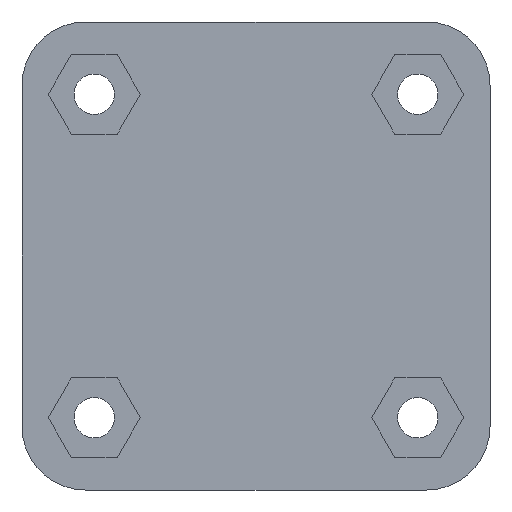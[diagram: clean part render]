
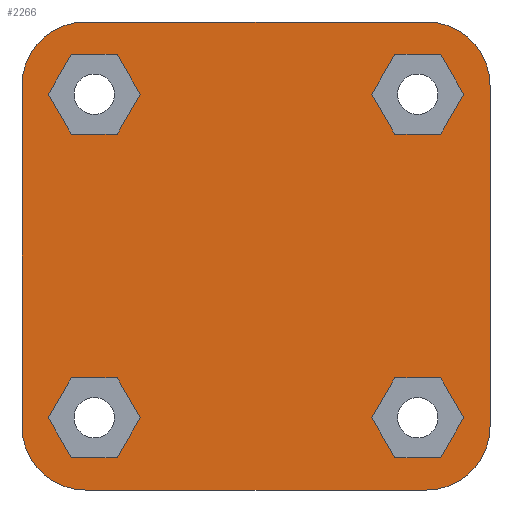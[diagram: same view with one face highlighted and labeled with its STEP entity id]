
A CAD part, front view. The second image highlights one B-rep face of the part: STEP entity #2266.
In plain terms, the highlighted planar face has unit normal (0, -1, 0).
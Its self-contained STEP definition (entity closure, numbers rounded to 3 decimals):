
#43=FACE_BOUND('',#309,.T.);
#44=FACE_BOUND('',#310,.T.);
#45=FACE_BOUND('',#311,.T.);
#46=FACE_BOUND('',#312,.T.);
#94=PLANE('',#2431);
#178=FACE_OUTER_BOUND('',#308,.T.);
#308=EDGE_LOOP('',(#1731,#1732,#1733,#1734,#1735,#1736,#1737,#1738));
#309=EDGE_LOOP('',(#1739,#1740,#1741,#1742,#1743,#1744));
#310=EDGE_LOOP('',(#1745,#1746,#1747,#1748,#1749,#1750));
#311=EDGE_LOOP('',(#1751,#1752,#1753,#1754,#1755,#1756));
#312=EDGE_LOOP('',(#1757,#1758,#1759,#1760,#1761,#1762));
#425=LINE('',#3294,#671);
#455=LINE('',#3369,#701);
#458=LINE('',#3375,#704);
#461=LINE('',#3381,#707);
#464=LINE('',#3387,#710);
#467=LINE('',#3393,#713);
#470=LINE('',#3397,#716);
#473=LINE('',#3405,#719);
#476=LINE('',#3411,#722);
#479=LINE('',#3417,#725);
#482=LINE('',#3423,#728);
#485=LINE('',#3429,#731);
#488=LINE('',#3433,#734);
#491=LINE('',#3441,#737);
#494=LINE('',#3447,#740);
#497=LINE('',#3453,#743);
#500=LINE('',#3459,#746);
#503=LINE('',#3465,#749);
#506=LINE('',#3469,#752);
#509=LINE('',#3477,#755);
#512=LINE('',#3483,#758);
#515=LINE('',#3489,#761);
#518=LINE('',#3495,#764);
#521=LINE('',#3501,#767);
#524=LINE('',#3505,#770);
#525=LINE('',#3524,#771);
#526=LINE('',#3528,#772);
#527=LINE('',#3531,#773);
#671=VECTOR('',#2623,10.);
#701=VECTOR('',#2675,10.);
#704=VECTOR('',#2680,10.);
#707=VECTOR('',#2685,10.);
#710=VECTOR('',#2690,10.);
#713=VECTOR('',#2695,10.);
#716=VECTOR('',#2700,10.);
#719=VECTOR('',#2705,10.);
#722=VECTOR('',#2710,10.);
#725=VECTOR('',#2715,10.);
#728=VECTOR('',#2720,10.);
#731=VECTOR('',#2725,10.);
#734=VECTOR('',#2730,10.);
#737=VECTOR('',#2735,10.);
#740=VECTOR('',#2740,10.);
#743=VECTOR('',#2745,10.);
#746=VECTOR('',#2750,10.);
#749=VECTOR('',#2755,10.);
#752=VECTOR('',#2760,10.);
#755=VECTOR('',#2765,10.);
#758=VECTOR('',#2770,10.);
#761=VECTOR('',#2775,10.);
#764=VECTOR('',#2780,10.);
#767=VECTOR('',#2785,10.);
#770=VECTOR('',#2790,10.);
#771=VECTOR('',#2813,10.);
#772=VECTOR('',#2816,10.);
#773=VECTOR('',#2819,10.);
#921=CIRCLE('',#2432,4.);
#922=CIRCLE('',#2433,4.);
#923=CIRCLE('',#2434,4.);
#924=CIRCLE('',#2435,4.);
#1001=VERTEX_POINT('',#3291);
#1002=VERTEX_POINT('',#3293);
#1035=VERTEX_POINT('',#3366);
#1036=VERTEX_POINT('',#3368);
#1038=VERTEX_POINT('',#3374);
#1040=VERTEX_POINT('',#3380);
#1042=VERTEX_POINT('',#3386);
#1044=VERTEX_POINT('',#3392);
#1047=VERTEX_POINT('',#3402);
#1048=VERTEX_POINT('',#3404);
#1050=VERTEX_POINT('',#3410);
#1052=VERTEX_POINT('',#3416);
#1054=VERTEX_POINT('',#3422);
#1056=VERTEX_POINT('',#3428);
#1059=VERTEX_POINT('',#3438);
#1060=VERTEX_POINT('',#3440);
#1062=VERTEX_POINT('',#3446);
#1064=VERTEX_POINT('',#3452);
#1066=VERTEX_POINT('',#3458);
#1068=VERTEX_POINT('',#3464);
#1071=VERTEX_POINT('',#3474);
#1072=VERTEX_POINT('',#3476);
#1074=VERTEX_POINT('',#3482);
#1076=VERTEX_POINT('',#3488);
#1078=VERTEX_POINT('',#3494);
#1080=VERTEX_POINT('',#3500);
#1085=VERTEX_POINT('',#3519);
#1086=VERTEX_POINT('',#3521);
#1087=VERTEX_POINT('',#3523);
#1088=VERTEX_POINT('',#3525);
#1089=VERTEX_POINT('',#3527);
#1090=VERTEX_POINT('',#3529);
#1225=EDGE_CURVE('',#1001,#1002,#425,.T.);
#1263=EDGE_CURVE('',#1036,#1035,#455,.T.);
#1266=EDGE_CURVE('',#1038,#1036,#458,.T.);
#1269=EDGE_CURVE('',#1040,#1038,#461,.T.);
#1272=EDGE_CURVE('',#1042,#1040,#464,.T.);
#1275=EDGE_CURVE('',#1044,#1042,#467,.T.);
#1278=EDGE_CURVE('',#1035,#1044,#470,.T.);
#1281=EDGE_CURVE('',#1048,#1047,#473,.T.);
#1284=EDGE_CURVE('',#1050,#1048,#476,.T.);
#1287=EDGE_CURVE('',#1052,#1050,#479,.T.);
#1290=EDGE_CURVE('',#1054,#1052,#482,.T.);
#1293=EDGE_CURVE('',#1056,#1054,#485,.T.);
#1296=EDGE_CURVE('',#1047,#1056,#488,.T.);
#1299=EDGE_CURVE('',#1060,#1059,#491,.T.);
#1302=EDGE_CURVE('',#1062,#1060,#494,.T.);
#1305=EDGE_CURVE('',#1064,#1062,#497,.T.);
#1308=EDGE_CURVE('',#1066,#1064,#500,.T.);
#1311=EDGE_CURVE('',#1068,#1066,#503,.T.);
#1314=EDGE_CURVE('',#1059,#1068,#506,.T.);
#1317=EDGE_CURVE('',#1072,#1071,#509,.T.);
#1320=EDGE_CURVE('',#1074,#1072,#512,.T.);
#1323=EDGE_CURVE('',#1076,#1074,#515,.T.);
#1326=EDGE_CURVE('',#1078,#1076,#518,.T.);
#1329=EDGE_CURVE('',#1080,#1078,#521,.T.);
#1332=EDGE_CURVE('',#1071,#1080,#524,.T.);
#1337=EDGE_CURVE('',#1002,#1085,#921,.T.);
#1338=EDGE_CURVE('',#1086,#1001,#922,.T.);
#1339=EDGE_CURVE('',#1087,#1086,#525,.T.);
#1340=EDGE_CURVE('',#1088,#1087,#923,.T.);
#1341=EDGE_CURVE('',#1089,#1088,#526,.T.);
#1342=EDGE_CURVE('',#1090,#1089,#924,.T.);
#1343=EDGE_CURVE('',#1085,#1090,#527,.T.);
#1731=ORIENTED_EDGE('',*,*,#1337,.F.);
#1732=ORIENTED_EDGE('',*,*,#1225,.F.);
#1733=ORIENTED_EDGE('',*,*,#1338,.F.);
#1734=ORIENTED_EDGE('',*,*,#1339,.F.);
#1735=ORIENTED_EDGE('',*,*,#1340,.F.);
#1736=ORIENTED_EDGE('',*,*,#1341,.F.);
#1737=ORIENTED_EDGE('',*,*,#1342,.F.);
#1738=ORIENTED_EDGE('',*,*,#1343,.F.);
#1739=ORIENTED_EDGE('',*,*,#1332,.T.);
#1740=ORIENTED_EDGE('',*,*,#1329,.T.);
#1741=ORIENTED_EDGE('',*,*,#1326,.T.);
#1742=ORIENTED_EDGE('',*,*,#1323,.T.);
#1743=ORIENTED_EDGE('',*,*,#1320,.T.);
#1744=ORIENTED_EDGE('',*,*,#1317,.T.);
#1745=ORIENTED_EDGE('',*,*,#1314,.T.);
#1746=ORIENTED_EDGE('',*,*,#1311,.T.);
#1747=ORIENTED_EDGE('',*,*,#1308,.T.);
#1748=ORIENTED_EDGE('',*,*,#1305,.T.);
#1749=ORIENTED_EDGE('',*,*,#1302,.T.);
#1750=ORIENTED_EDGE('',*,*,#1299,.T.);
#1751=ORIENTED_EDGE('',*,*,#1296,.T.);
#1752=ORIENTED_EDGE('',*,*,#1293,.T.);
#1753=ORIENTED_EDGE('',*,*,#1290,.T.);
#1754=ORIENTED_EDGE('',*,*,#1287,.T.);
#1755=ORIENTED_EDGE('',*,*,#1284,.T.);
#1756=ORIENTED_EDGE('',*,*,#1281,.T.);
#1757=ORIENTED_EDGE('',*,*,#1278,.T.);
#1758=ORIENTED_EDGE('',*,*,#1275,.T.);
#1759=ORIENTED_EDGE('',*,*,#1272,.T.);
#1760=ORIENTED_EDGE('',*,*,#1269,.T.);
#1761=ORIENTED_EDGE('',*,*,#1266,.T.);
#1762=ORIENTED_EDGE('',*,*,#1263,.T.);
#2266=ADVANCED_FACE('',(#178,#43,#44,#45,#46),#94,.F.);
#2431=AXIS2_PLACEMENT_3D('',#3518,#2807,#2808);
#2432=AXIS2_PLACEMENT_3D('',#3520,#2809,#2810);
#2433=AXIS2_PLACEMENT_3D('',#3522,#2811,#2812);
#2434=AXIS2_PLACEMENT_3D('',#3526,#2814,#2815);
#2435=AXIS2_PLACEMENT_3D('',#3530,#2817,#2818);
#2623=DIRECTION('',(0.,0.,-1.));
#2675=DIRECTION('',(-0.5,0.,0.866));
#2680=DIRECTION('',(-1.,0.,0.));
#2685=DIRECTION('',(-0.5,0.,-0.866));
#2690=DIRECTION('',(0.5,0.,-0.866));
#2695=DIRECTION('',(1.,0.,0.));
#2700=DIRECTION('',(0.5,0.,0.866));
#2705=DIRECTION('',(-0.5,0.,0.866));
#2710=DIRECTION('',(-1.,0.,0.));
#2715=DIRECTION('',(-0.5,0.,-0.866));
#2720=DIRECTION('',(0.5,0.,-0.866));
#2725=DIRECTION('',(1.,0.,0.));
#2730=DIRECTION('',(0.5,0.,0.866));
#2735=DIRECTION('',(0.5,0.,-0.866));
#2740=DIRECTION('',(1.,0.,0.));
#2745=DIRECTION('',(0.5,0.,0.866));
#2750=DIRECTION('',(-0.5,0.,0.866));
#2755=DIRECTION('',(-1.,0.,0.));
#2760=DIRECTION('',(-0.5,0.,-0.866));
#2765=DIRECTION('',(0.5,0.,-0.866));
#2770=DIRECTION('',(1.,0.,0.));
#2775=DIRECTION('',(0.5,0.,0.866));
#2780=DIRECTION('',(-0.5,0.,0.866));
#2785=DIRECTION('',(-1.,0.,0.));
#2790=DIRECTION('',(-0.5,0.,-0.866));
#2807=DIRECTION('center_axis',(0.,1.,0.));
#2808=DIRECTION('ref_axis',(1.,0.,0.));
#2809=DIRECTION('center_axis',(0.,1.,0.));
#2810=DIRECTION('ref_axis',(0.707,0.,-0.707));
#2811=DIRECTION('center_axis',(0.,1.,0.));
#2812=DIRECTION('ref_axis',(0.707,0.,0.707));
#2813=DIRECTION('',(1.,0.,0.));
#2814=DIRECTION('center_axis',(0.,1.,0.));
#2815=DIRECTION('ref_axis',(-0.707,0.,0.707));
#2816=DIRECTION('',(0.,0.,1.));
#2817=DIRECTION('center_axis',(0.,1.,0.));
#2818=DIRECTION('ref_axis',(-0.707,0.,-0.707));
#2819=DIRECTION('',(-1.,0.,0.));
#3291=CARTESIAN_POINT('',(14.7,-1.05,10.7));
#3293=CARTESIAN_POINT('',(14.7,-1.05,-10.7));
#3294=CARTESIAN_POINT('',(14.7,-1.05,14.7));
#3366=CARTESIAN_POINT('',(7.273,-1.05,10.16));
#3368=CARTESIAN_POINT('',(8.717,-1.05,7.66));
#3369=CARTESIAN_POINT('',(9.285,-1.05,6.675));
#3374=CARTESIAN_POINT('',(11.603,-1.05,7.66));
#3375=CARTESIAN_POINT('',(5.802,-1.05,7.66));
#3380=CARTESIAN_POINT('',(13.047,-1.05,10.16));
#3381=CARTESIAN_POINT('',(9.216,-1.05,3.525));
#3386=CARTESIAN_POINT('',(11.603,-1.05,12.66));
#3387=CARTESIAN_POINT('',(12.894,-1.05,10.425));
#3392=CARTESIAN_POINT('',(8.717,-1.05,12.66));
#3393=CARTESIAN_POINT('',(4.358,-1.05,12.66));
#3397=CARTESIAN_POINT('',(4.164,-1.05,4.775));
#3402=CARTESIAN_POINT('',(-13.047,-1.05,10.16));
#3404=CARTESIAN_POINT('',(-11.603,-1.05,7.66));
#3405=CARTESIAN_POINT('',(-8.495,-1.05,2.275));
#3410=CARTESIAN_POINT('',(-8.717,-1.05,7.66));
#3411=CARTESIAN_POINT('',(-4.358,-1.05,7.66));
#3416=CARTESIAN_POINT('',(-7.273,-1.05,10.16));
#3417=CARTESIAN_POINT('',(-8.564,-1.05,7.925));
#3422=CARTESIAN_POINT('',(-8.717,-1.05,12.66));
#3423=CARTESIAN_POINT('',(-4.886,-1.05,6.025));
#3428=CARTESIAN_POINT('',(-11.603,-1.05,12.66));
#3429=CARTESIAN_POINT('',(-5.802,-1.05,12.66));
#3433=CARTESIAN_POINT('',(-13.616,-1.05,9.175));
#3438=CARTESIAN_POINT('',(13.047,-1.05,-10.16));
#3440=CARTESIAN_POINT('',(11.603,-1.05,-7.66));
#3441=CARTESIAN_POINT('',(8.495,-1.05,-2.275));
#3446=CARTESIAN_POINT('',(8.717,-1.05,-7.66));
#3447=CARTESIAN_POINT('',(4.358,-1.05,-7.66));
#3452=CARTESIAN_POINT('',(7.273,-1.05,-10.16));
#3453=CARTESIAN_POINT('',(8.564,-1.05,-7.925));
#3458=CARTESIAN_POINT('',(8.717,-1.05,-12.66));
#3459=CARTESIAN_POINT('',(4.886,-1.05,-6.025));
#3464=CARTESIAN_POINT('',(11.603,-1.05,-12.66));
#3465=CARTESIAN_POINT('',(5.802,-1.05,-12.66));
#3469=CARTESIAN_POINT('',(13.616,-1.05,-9.175));
#3474=CARTESIAN_POINT('',(-7.273,-1.05,-10.16));
#3476=CARTESIAN_POINT('',(-8.717,-1.05,-7.66));
#3477=CARTESIAN_POINT('',(-9.285,-1.05,-6.675));
#3482=CARTESIAN_POINT('',(-11.603,-1.05,-7.66));
#3483=CARTESIAN_POINT('',(-5.802,-1.05,-7.66));
#3488=CARTESIAN_POINT('',(-13.047,-1.05,-10.16));
#3489=CARTESIAN_POINT('',(-9.216,-1.05,-3.525));
#3494=CARTESIAN_POINT('',(-11.603,-1.05,-12.66));
#3495=CARTESIAN_POINT('',(-12.894,-1.05,-10.425));
#3500=CARTESIAN_POINT('',(-8.717,-1.05,-12.66));
#3501=CARTESIAN_POINT('',(-4.358,-1.05,-12.66));
#3505=CARTESIAN_POINT('',(-4.164,-1.05,-4.775));
#3518=CARTESIAN_POINT('Origin',(0.,-1.05,0.));
#3519=CARTESIAN_POINT('',(10.7,-1.05,-14.7));
#3520=CARTESIAN_POINT('Origin',(10.7,-1.05,-10.7));
#3521=CARTESIAN_POINT('',(10.7,-1.05,14.7));
#3522=CARTESIAN_POINT('Origin',(10.7,-1.05,10.7));
#3523=CARTESIAN_POINT('',(-10.7,-1.05,14.7));
#3524=CARTESIAN_POINT('',(-14.7,-1.05,14.7));
#3525=CARTESIAN_POINT('',(-14.7,-1.05,10.7));
#3526=CARTESIAN_POINT('Origin',(-10.7,-1.05,10.7));
#3527=CARTESIAN_POINT('',(-14.7,-1.05,-10.7));
#3528=CARTESIAN_POINT('',(-14.7,-1.05,-14.7));
#3529=CARTESIAN_POINT('',(-10.7,-1.05,-14.7));
#3530=CARTESIAN_POINT('Origin',(-10.7,-1.05,-10.7));
#3531=CARTESIAN_POINT('',(14.7,-1.05,-14.7));
